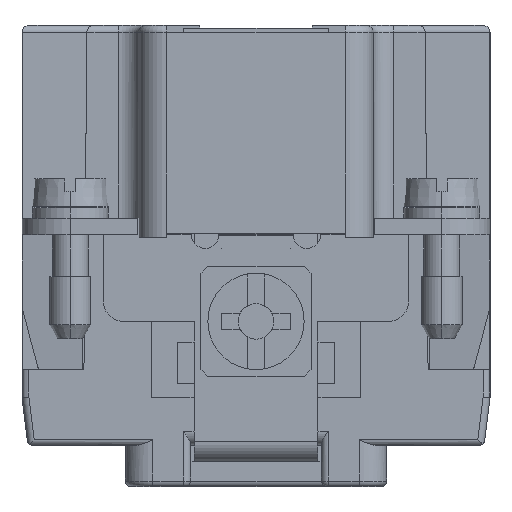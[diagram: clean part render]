
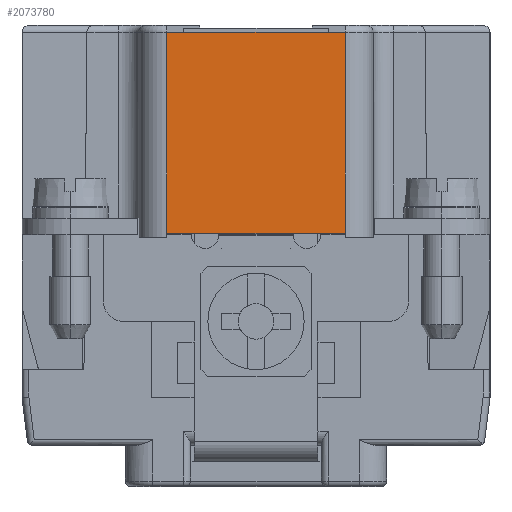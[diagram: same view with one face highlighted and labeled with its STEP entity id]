
A CAD part, left-side view. The second image highlights one B-rep face of the part: STEP entity #2073780.
In plain terms, the highlighted planar face has unit normal (-1, 0, 0).
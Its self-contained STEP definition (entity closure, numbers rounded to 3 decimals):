
#77400=CARTESIAN_POINT('',(37.264,43.702,18.1));
#77410=VERTEX_POINT('',#77400);
#77560=CARTESIAN_POINT('',(37.264,56.702,18.1));
#77570=VERTEX_POINT('',#77560);
#77600=CARTESIAN_POINT('',(37.264,0.,18.1));
#77610=DIRECTION('',(0.,-1.,0.));
#77620=VECTOR('',#77610,1.);
#77630=LINE('',#77600,#77620);
#77640=EDGE_CURVE('',#77570,#77410,#77630,.T.);
#79610=CARTESIAN_POINT('',(37.264,56.702,0.));
#79620=DIRECTION('',(0.,0.,1.));
#79630=VECTOR('',#79620,1.);
#79640=LINE('',#79610,#79630);
#79800=CARTESIAN_POINT('',(37.264,56.702,32.7));
#79810=VERTEX_POINT('',#79800);
#86130=CARTESIAN_POINT('',(37.264,43.702,0.));
#86140=DIRECTION('',(0.,0.,-1.));
#86150=VECTOR('',#86140,1.);
#86160=LINE('',#86130,#86150);
#86170=CARTESIAN_POINT('',(37.264,43.702,32.7));
#86180=VERTEX_POINT('',#86170);
#86190=EDGE_CURVE('',#86180,#77410,#86160,.T.);
#94400=CARTESIAN_POINT('',(37.264,0.,32.7));
#94410=DIRECTION('',(0.,1.,0.));
#94420=VECTOR('',#94410,1.);
#94430=LINE('',#94400,#94420);
#94440=EDGE_CURVE('',#86180,#79810,#94430,.T.);
#106640=EDGE_CURVE('',#77570,#79810,#79640,.T.);
#2073670=CARTESIAN_POINT('',(37.264,33.202,0.));
#2073680=DIRECTION('',(-1.,0.,0.));
#2073690=DIRECTION('',(0.,1.,0.));
#2073700=AXIS2_PLACEMENT_3D('',#2073670,#2073680,#2073690);
#2073710=PLANE('',#2073700);
#2073720=ORIENTED_EDGE('',*,*,#86190,.F.);
#2073730=ORIENTED_EDGE('',*,*,#77640,.T.);
#2073740=ORIENTED_EDGE('',*,*,#106640,.F.);
#2073750=ORIENTED_EDGE('',*,*,#94440,.T.);
#2073760=EDGE_LOOP('',(#2073750,#2073740,#2073730,#2073720));
#2073770=FACE_OUTER_BOUND('',#2073760,.T.);
#2073780=ADVANCED_FACE('',(#2073770),#2073710,.T.);
